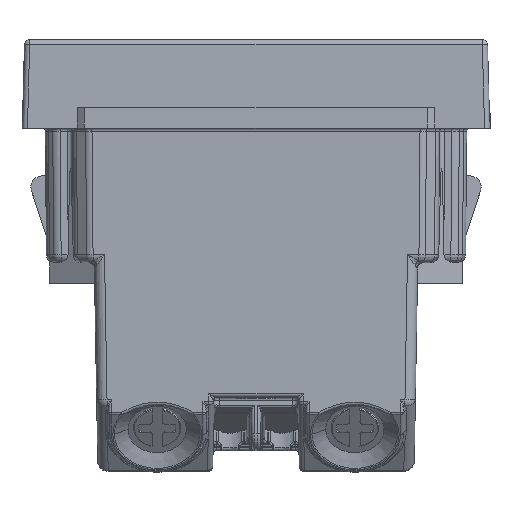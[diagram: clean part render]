
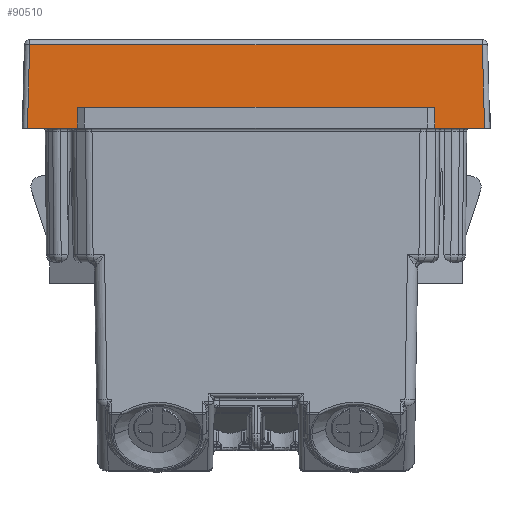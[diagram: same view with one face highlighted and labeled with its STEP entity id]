
A CAD part, front view. The second image highlights one B-rep face of the part: STEP entity #90510.
In plain terms, the highlighted planar face has unit normal (0, -1, 0.026).
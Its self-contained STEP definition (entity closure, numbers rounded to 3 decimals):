
#90461=AXIS2_PLACEMENT_3D('Plane Axis2P3D',#90458,#90459,#90460) ;
#87992=CARTESIAN_POINT('Vertex',(17.15,-11.21,36.8)) ;
#87995=CARTESIAN_POINT('Line Origine',(0.,-11.21,36.8)) ;
#87999=CARTESIAN_POINT('Vertex',(-17.15,-11.21,36.8)) ;
#90444=CARTESIAN_POINT('Vertex',(17.185,-11.263,34.8)) ;
#90448=CARTESIAN_POINT('Control Point',(17.185,-11.263,34.8)) ;
#90449=CARTESIAN_POINT('Control Point',(17.15,-11.21,36.8)) ;
#90458=CARTESIAN_POINT('Axis2P3D Location',(0.,-11.263,34.8)) ;
#90464=CARTESIAN_POINT('Control Point',(-21.975,-11.263,34.8)) ;
#90465=CARTESIAN_POINT('Control Point',(-21.765,-11.053,42.813)) ;
#90466=CARTESIAN_POINT('Vertex',(-21.975,-11.263,34.8)) ;
#90468=CARTESIAN_POINT('Vertex',(-21.765,-11.053,42.813)) ;
#90471=CARTESIAN_POINT('Line Origine',(0.,-11.263,34.8)) ;
#90475=CARTESIAN_POINT('Vertex',(-17.185,-11.263,34.8)) ;
#90479=CARTESIAN_POINT('Control Point',(-17.185,-11.263,34.8)) ;
#90480=CARTESIAN_POINT('Control Point',(-17.15,-11.21,36.8)) ;
#90482=CARTESIAN_POINT('Line Origine',(0.,-11.263,34.8)) ;
#90486=CARTESIAN_POINT('Vertex',(21.975,-11.263,34.8)) ;
#90490=CARTESIAN_POINT('Control Point',(21.975,-11.263,34.8)) ;
#90491=CARTESIAN_POINT('Control Point',(21.765,-11.053,42.813)) ;
#90492=CARTESIAN_POINT('Vertex',(21.765,-11.053,42.813)) ;
#90495=CARTESIAN_POINT('Line Origine',(0.,-11.053,42.813)) ;
#87996=DIRECTION('Vector Direction',(1.,0.,0.)) ;
#90459=DIRECTION('Axis2P3D Direction',(0.,-1.,0.026)) ;
#90460=DIRECTION('Axis2P3D XDirection',(-1.,0.,0.)) ;
#90472=DIRECTION('Vector Direction',(-1.,0.,0.)) ;
#90483=DIRECTION('Vector Direction',(-1.,0.,0.)) ;
#90496=DIRECTION('Vector Direction',(-1.,0.,0.)) ;
#87997=VECTOR('Line Direction',#87996,1.) ;
#90473=VECTOR('Line Direction',#90472,1.) ;
#90484=VECTOR('Line Direction',#90483,1.) ;
#90497=VECTOR('Line Direction',#90496,1.) ;
#90501=ORIENTED_EDGE('',*,*,#90470,.F.) ;
#90502=ORIENTED_EDGE('',*,*,#90477,.F.) ;
#90503=ORIENTED_EDGE('',*,*,#90481,.T.) ;
#90504=ORIENTED_EDGE('',*,*,#88001,.T.) ;
#90505=ORIENTED_EDGE('',*,*,#90450,.F.) ;
#90506=ORIENTED_EDGE('',*,*,#90488,.F.) ;
#90507=ORIENTED_EDGE('',*,*,#90494,.T.) ;
#90508=ORIENTED_EDGE('',*,*,#90499,.F.) ;
#90510=ADVANCED_FACE('Arteor 1M cover.1\\Corps principal',(#90509),#90462,.T.) ;
#90447=B_SPLINE_CURVE_WITH_KNOTS('',1,(#90448,#90449),.UNSPECIFIED.,.F.,.U.,(2,2),(-1.,1.),.UNSPECIFIED.) ;
#90463=B_SPLINE_CURVE_WITH_KNOTS('',1,(#90464,#90465),.UNSPECIFIED.,.F.,.U.,(2,2),(-4.253,3.766),.UNSPECIFIED.) ;
#90478=B_SPLINE_CURVE_WITH_KNOTS('',1,(#90479,#90480),.UNSPECIFIED.,.F.,.U.,(2,2),(-1.,1.),.UNSPECIFIED.) ;
#90489=B_SPLINE_CURVE_WITH_KNOTS('',1,(#90490,#90491),.UNSPECIFIED.,.F.,.U.,(2,2),(-4.253,3.766),.UNSPECIFIED.) ;
#88001=EDGE_CURVE('',#88000,#87993,#87998,.T.) ;
#90450=EDGE_CURVE('',#90445,#87993,#90447,.T.) ;
#90470=EDGE_CURVE('',#90467,#90469,#90463,.T.) ;
#90477=EDGE_CURVE('',#90476,#90467,#90474,.T.) ;
#90481=EDGE_CURVE('',#90476,#88000,#90478,.T.) ;
#90488=EDGE_CURVE('',#90487,#90445,#90485,.T.) ;
#90494=EDGE_CURVE('',#90487,#90493,#90489,.T.) ;
#90499=EDGE_CURVE('',#90469,#90493,#90498,.F.) ;
#90500=EDGE_LOOP('',(#90501,#90502,#90503,#90504,#90505,#90506,#90507,#90508)) ;
#90509=FACE_OUTER_BOUND('',#90500,.T.) ;
#87998=LINE('Line',#87995,#87997) ;
#90474=LINE('Line',#90471,#90473) ;
#90485=LINE('Line',#90482,#90484) ;
#90498=LINE('Line',#90495,#90497) ;
#90462=PLANE('',#90461) ;
#87993=VERTEX_POINT('',#87992) ;
#88000=VERTEX_POINT('',#87999) ;
#90445=VERTEX_POINT('',#90444) ;
#90467=VERTEX_POINT('',#90466) ;
#90469=VERTEX_POINT('',#90468) ;
#90476=VERTEX_POINT('',#90475) ;
#90487=VERTEX_POINT('',#90486) ;
#90493=VERTEX_POINT('',#90492) ;
